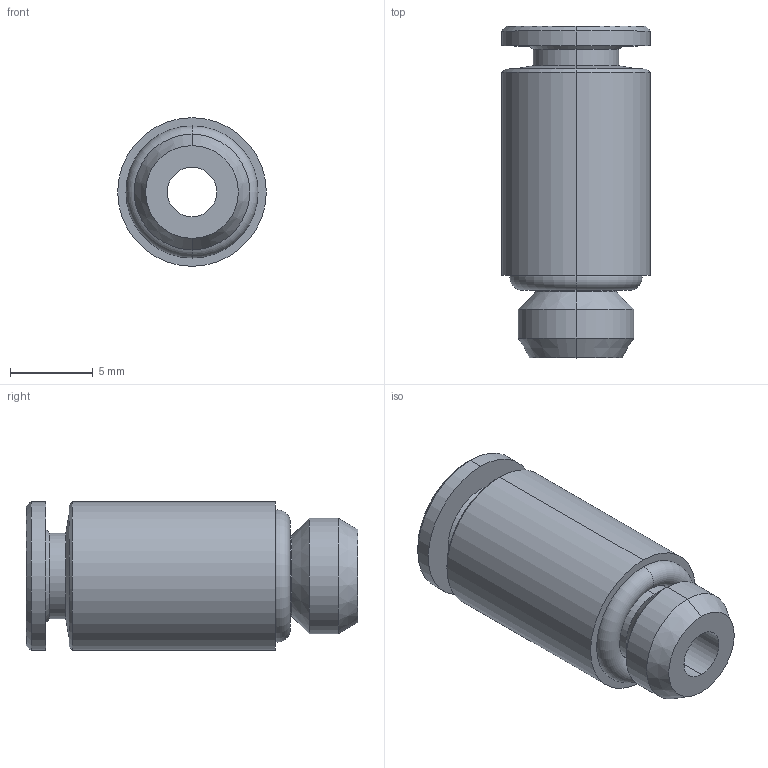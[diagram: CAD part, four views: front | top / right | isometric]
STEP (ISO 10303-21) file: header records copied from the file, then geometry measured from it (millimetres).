
FILE_DESCRIPTION (( 'STEP AP203' ), '1' );
FILE_NAME ('A0020H10.STEP', '2009-01-27T15:26:34', ( 'UT1' ), ( 'sopra-pneumatic.com' ), 'SwSTEP 2.0', 'SolidWorks 2008', '' );
FILE_SCHEMA (( 'CONFIG_CONTROL_DESIGN' ));
Length unit declared in the file: millimetre
Products named in the file (1): A0020H10
Bounding box: 9 x 20.1 x 9 mm (x, y, z)
Volume: 846.2 mm3; surface area: 964.1 mm2
Topology: 1 solids, 1 shells, 50 faces, 106 edges, 62 vertices
Faces by surface type: plane 18, cone 16, cylinder 14, torus 2
Entity records: 1437 total; most frequent: DIRECTION 254, CARTESIAN_POINT 253, ORIENTED_EDGE 212, EDGE_CURVE 106, AXIS2_PLACEMENT_3D 103, VERTEX_POINT 62, EDGE_LOOP 56, CIRCLE 52
